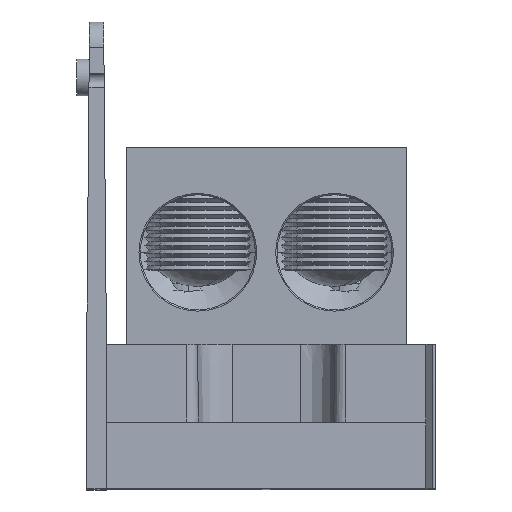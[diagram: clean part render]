
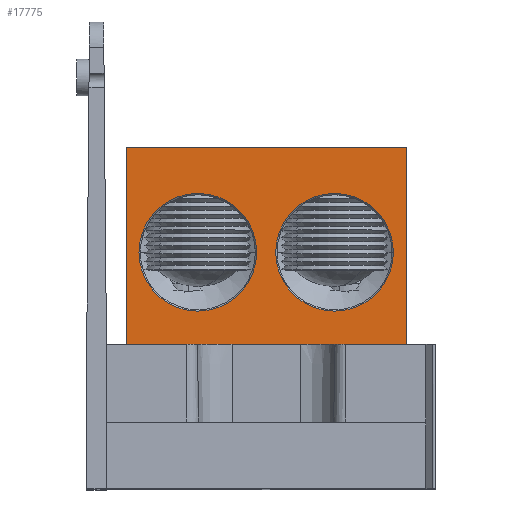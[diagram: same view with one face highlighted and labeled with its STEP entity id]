
A CAD part, top view. The second image highlights one B-rep face of the part: STEP entity #17775.
In plain terms, the highlighted planar face has unit normal (0, 0, 1).
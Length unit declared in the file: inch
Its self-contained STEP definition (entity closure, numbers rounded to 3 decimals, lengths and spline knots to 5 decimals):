
#958 = VERTEX_POINT ( 'NONE', #26084 ) ;
#1029 = CARTESIAN_POINT ( 'NONE',  ( -1.065, 1.1, 1.75 ) ) ;
#1160 = FACE_BOUND ( 'NONE', #41181, .T. ) ;
#1598 = VECTOR ( 'NONE', #33441, 39.37008 ) ;
#2305 = FACE_OUTER_BOUND ( 'NONE', #39083, .T. ) ;
#2733 = LINE ( 'NONE', #29787, #1598 ) ;
#2883 = CARTESIAN_POINT ( 'NONE',  ( -0.0725, 1.8, 1.75 ) ) ;
#4392 = VERTEX_POINT ( 'NONE', #2883 ) ;
#4518 = VECTOR ( 'NONE', #37460, 39.37008 ) ;
#6811 = VERTEX_POINT ( 'NONE', #40560 ) ;
#7301 = CARTESIAN_POINT ( 'NONE',  ( 0.9675, 1.8, 1.75 ) ) ;
#7765 = CARTESIAN_POINT ( 'NONE',  ( 1.065, 2.6, 1.75 ) ) ;
#8516 = VECTOR ( 'NONE', #20053, 39.37008 ) ;
#8800 = AXIS2_PLACEMENT_3D ( 'NONE', #15510, #40904, #19162 ) ;
#9456 = EDGE_CURVE ( 'NONE', #958, #37389, #17033, .T. ) ;
#9861 = ORIENTED_EDGE ( 'NONE', *, *, #9456, .T. ) ;
#11345 = EDGE_CURVE ( 'NONE', #14114, #4392, #32052, .T. ) ;
#11411 = DIRECTION ( 'NONE',  ( -1., 0., 0. ) ) ;
#12319 = AXIS2_PLACEMENT_3D ( 'NONE', #38331, #16571, #41966 ) ;
#14114 = VERTEX_POINT ( 'NONE', #41204 ) ;
#14180 = ORIENTED_EDGE ( 'NONE', *, *, #20110, .T. ) ;
#14235 = LINE ( 'NONE', #1029, #4518 ) ;
#14537 = VECTOR ( 'NONE', #11411, 39.37008 ) ;
#15388 = CARTESIAN_POINT ( 'NONE',  ( 0.52, 1.8, 1.75 ) ) ;
#15510 = CARTESIAN_POINT ( 'NONE',  ( -0.52, 1.8, 1.75 ) ) ;
#15675 = LINE ( 'NONE', #7765, #14537 ) ;
#15848 = DIRECTION ( 'NONE',  ( 0., 0., -1. ) ) ;
#16256 = CARTESIAN_POINT ( 'NONE',  ( 1.065, 1.1, 1.75 ) ) ;
#16414 = PLANE ( 'NONE',  #12319 ) ;
#16571 = DIRECTION ( 'NONE',  ( 0., 0., -1. ) ) ;
#16932 = CARTESIAN_POINT ( 'NONE',  ( -0.52, 1.8, 1.75 ) ) ;
#17033 = CIRCLE ( 'NONE', #22938, 0.4475 ) ;
#17775 = ADVANCED_FACE ( 'NONE', ( #1160, #39856, #2305 ), #16414, .F. ) ;
#19041 = DIRECTION ( 'NONE',  ( -1., 0., 0. ) ) ;
#19162 = DIRECTION ( 'NONE',  ( -1., 0., 0. ) ) ;
#20053 = DIRECTION ( 'NONE',  ( -1., 0., 0. ) ) ;
#20110 = EDGE_CURVE ( 'NONE', #37389, #958, #36943, .T. ) ;
#20600 = DIRECTION ( 'NONE',  ( -1., 0., 0. ) ) ;
#21260 = CARTESIAN_POINT ( 'NONE',  ( 1.065, 1.1, 1.75 ) ) ;
#22090 = CARTESIAN_POINT ( 'NONE',  ( 1.065, 2.6, 1.75 ) ) ;
#22938 = AXIS2_PLACEMENT_3D ( 'NONE', #37605, #15848, #41251 ) ;
#24052 = EDGE_CURVE ( 'NONE', #34661, #25593, #15675, .T. ) ;
#25231 = ORIENTED_EDGE ( 'NONE', *, *, #24052, .T. ) ;
#25593 = VERTEX_POINT ( 'NONE', #26878 ) ;
#26084 = CARTESIAN_POINT ( 'NONE',  ( 0.0725, 1.8, 1.75 ) ) ;
#26878 = CARTESIAN_POINT ( 'NONE',  ( -1.065, 2.6, 1.75 ) ) ;
#29020 = ORIENTED_EDGE ( 'NONE', *, *, #11345, .T. ) ;
#29052 = ORIENTED_EDGE ( 'NONE', *, *, #35819, .T. ) ;
#29787 = CARTESIAN_POINT ( 'NONE',  ( 1.065, 1.1, 1.75 ) ) ;
#30030 = EDGE_CURVE ( 'NONE', #34661, #42021, #2733, .T. ) ;
#32052 = CIRCLE ( 'NONE', #34890, 0.4475 ) ;
#33441 = DIRECTION ( 'NONE',  ( 0., -1., 0. ) ) ;
#34661 = VERTEX_POINT ( 'NONE', #22090 ) ;
#34890 = AXIS2_PLACEMENT_3D ( 'NONE', #16932, #42339, #20600 ) ;
#35585 = AXIS2_PLACEMENT_3D ( 'NONE', #15388, #40782, #19041 ) ;
#35819 = EDGE_CURVE ( 'NONE', #4392, #14114, #38924, .T. ) ;
#36366 = LINE ( 'NONE', #16256, #8516 ) ;
#36925 = ORIENTED_EDGE ( 'NONE', *, *, #40331, .F. ) ;
#36943 = CIRCLE ( 'NONE', #35585, 0.4475 ) ;
#37389 = VERTEX_POINT ( 'NONE', #7301 ) ;
#37460 = DIRECTION ( 'NONE',  ( 0., -1., 0. ) ) ;
#37605 = CARTESIAN_POINT ( 'NONE',  ( 0.52, 1.8, 1.75 ) ) ;
#38331 = CARTESIAN_POINT ( 'NONE',  ( 1.065, 1.1, 1.75 ) ) ;
#38924 = CIRCLE ( 'NONE', #8800, 0.4475 ) ;
#38956 = EDGE_LOOP ( 'NONE', ( #29052, #29020 ) ) ;
#39083 = EDGE_LOOP ( 'NONE', ( #40636, #36925, #46615, #25231 ) ) ;
#39856 = FACE_BOUND ( 'NONE', #38956, .T. ) ;
#40331 = EDGE_CURVE ( 'NONE', #42021, #6811, #36366, .T. ) ;
#40560 = CARTESIAN_POINT ( 'NONE',  ( -1.065, 1.1, 1.75 ) ) ;
#40636 = ORIENTED_EDGE ( 'NONE', *, *, #43317, .T. ) ;
#40782 = DIRECTION ( 'NONE',  ( 0., 0., -1. ) ) ;
#40904 = DIRECTION ( 'NONE',  ( 0., 0., -1. ) ) ;
#41181 = EDGE_LOOP ( 'NONE', ( #14180, #9861 ) ) ;
#41204 = CARTESIAN_POINT ( 'NONE',  ( -0.9675, 1.8, 1.75 ) ) ;
#41251 = DIRECTION ( 'NONE',  ( -1., 0., 0. ) ) ;
#41966 = DIRECTION ( 'NONE',  ( -1., 0., 0. ) ) ;
#42021 = VERTEX_POINT ( 'NONE', #21260 ) ;
#42339 = DIRECTION ( 'NONE',  ( 0., 0., -1. ) ) ;
#43317 = EDGE_CURVE ( 'NONE', #25593, #6811, #14235, .T. ) ;
#46615 = ORIENTED_EDGE ( 'NONE', *, *, #30030, .F. ) ;
